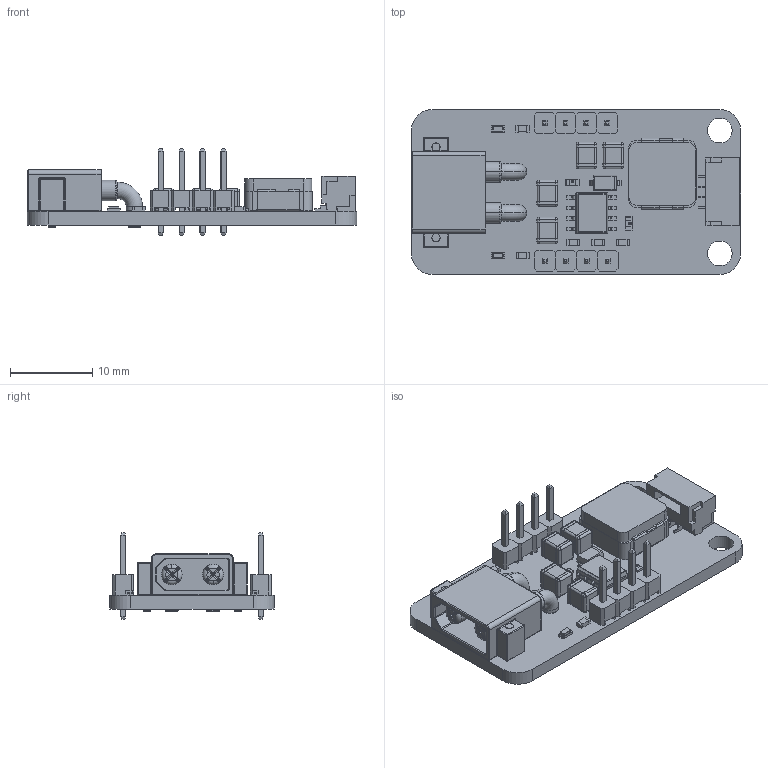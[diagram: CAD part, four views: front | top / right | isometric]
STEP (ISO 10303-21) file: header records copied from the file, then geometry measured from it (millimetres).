
FILE_DESCRIPTION(('Open CASCADE Model'),'2;1');
FILE_NAME('Open CASCADE Shape Model','2021-12-19T20:27:47',('Author'),( 'Open CASCADE'),'Open CASCADE STEP processor 6.8','Open CASCADE 6.8' ,'Unknown');
FILE_SCHEMA(('AUTOMOTIVE_DESIGN { 1 0 10303 214 1 1 1 1 }'));
Length unit declared in the file: millimetre
Products named in the file (55): PCB; Board; Open CASCADE STEP translator 6.8 1.1.1; L1; 5894088960; R4; 5894088400; term1; term2; body; R3; 5894090000; R2; DC1; 5894089520; BODY-SO; LEAD-SO; THERMALPAD-SO; D2; SOD123; C6; 5894088480; Fillet1; Fillet2; body2; C5; C4; User_Library-0603_SMD_Capacitor; C3; C2; 6740202992; C1; P4; HEADER; P3; R5; 5894089600; R1; D3; LED_0603_BLUE ...
Assembly tree (73 placements, depth 4):
  PCB
    Board
      Open CASCADE STEP translator 6.8 1.1.1
    L1
      5894088960
    R4
      5894088400
        term1
        term2
        body
    R3
      5894090000
        term1
        term2
        body
    R2
      5894090000
        term1
        term2
        body
    DC1
      5894089520
        BODY-SO
        LEAD-SO  x8
        THERMALPAD-SO
    D2
      SOD123
    C6
      5894088480
        Fillet1
        Fillet2
        body2
    C5
      5894088480
        Fillet1
        Fillet2
        body2
    C4
      User_Library-0603_SMD_Capacitor
    C3
      5894088480
        Fillet1
        Fillet2
        body2
    C2
      6740202992
        Fillet1
        Fillet2
        body2
    C1
      User_Library-0603_SMD_Capacitor
    P4
      HEADER  x4
    P3
      HEADER  x4
    R5
      5894089600
        term1
        term2
        body
Bounding box: 40 x 20 x 10.52 mm (x, y, z)
Volume: 2277.3 mm3; surface area: 4110.5 mm2
Topology: 54 solids, 54 shells, 1662 faces, 4024 edges, 2446 vertices
Faces by surface type: plane 1017, cylinder 387, bspline 114, sphere 86, torus 58
Full cylindrical faces by diameter (mm): 1 x10, 1.8 x2, 3 x2
Entity records: 42572 total; most frequent: CARTESIAN_POINT 9423, DIRECTION 5417, ORIENTED_EDGE 5390, EDGE_CURVE 2695, LINE 1833, VECTOR 1833, AXIS2_PLACEMENT_3D 1792, VERTEX_POINT 1656
